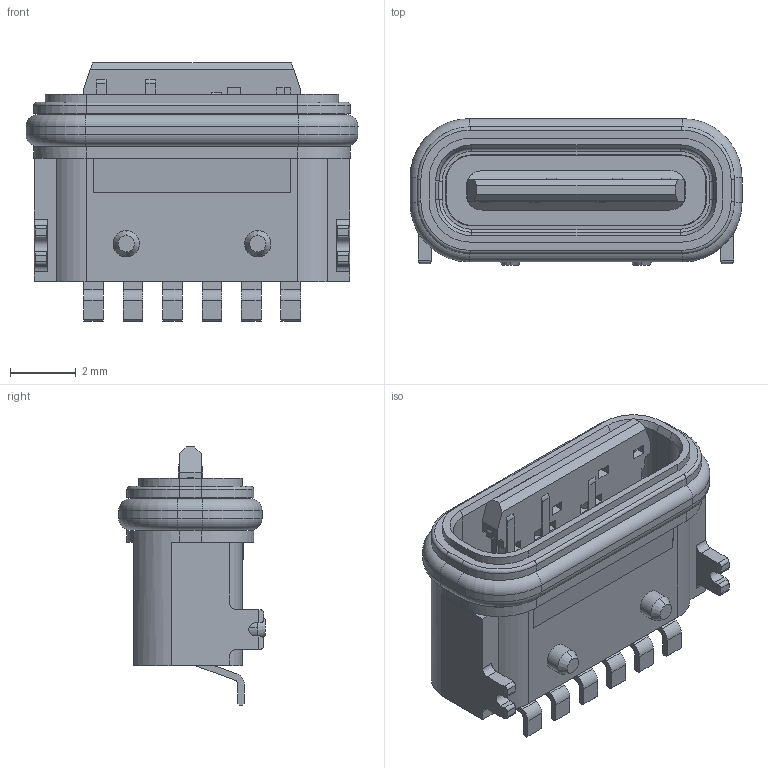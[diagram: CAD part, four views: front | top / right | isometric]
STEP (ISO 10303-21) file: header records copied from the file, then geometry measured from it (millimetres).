
FILE_DESCRIPTION(/* description */ (''),/* implementation_level */ '2;1');
FILE_NAME(/* name */ 'A946.stp',/* time_stamp */ '2023-05-19T09:31:17+08:00',/* author */ (''),/* organization */ (''),/* preprocessor_version */ 'ST-DEVELOPER v16',/* originating_system */ 'SIEMENS PLM Software NX 10.0',/* authorisation */ '');
FILE_SCHEMA (('AUTOMOTIVE_DESIGN { 1 0 10303 214 3 1 1 1 }'));
Length unit declared in the file: millimetre
Products named in the file (1): xue4B486409uqee
Bounding box: 10.1 x 4.46 x 7.85 mm (x, y, z)
Volume: 133.1 mm3; surface area: 527.8 mm2
Topology: 2 solids, 3 shells, 739 faces, 2000 edges, 1309 vertices
Faces by surface type: plane 531, cylinder 172, cone 20, torus 16
Entity records: 23078 total; most frequent: CARTESIAN_POINT 4460, ORIENTED_EDGE 4000, DIRECTION 3674, EDGE_CURVE 2000, LINE 1572, VECTOR 1572, VERTEX_POINT 1309, AXIS2_PLACEMENT_3D 1051
